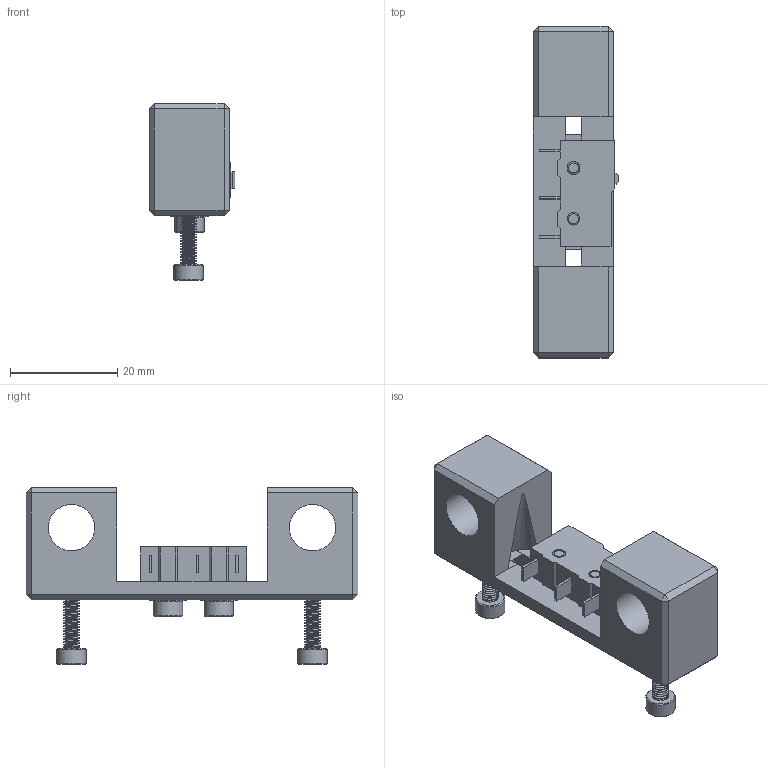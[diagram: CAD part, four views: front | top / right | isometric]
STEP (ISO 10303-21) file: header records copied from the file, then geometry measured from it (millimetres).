
FILE_DESCRIPTION(/* description */ (''),/* implementation_level */ '2;1');
FILE_NAME(/* name */ 'X endstop assembly.step',/* time_stamp */ '2018-04-09T13:51:56+02:00',/* author */ ('boelle'),/* organization */ (''),/* preprocessor_version */ 'ST-DEVELOPER v16.13',/* originating_system */ 'Autodesk Translation Framework v6.5.0.72',/* authorisation */ '');
FILE_SCHEMA (('AUTOMOTIVE_DESIGN { 1 0 10303 214 3 1 1 }'));
Length unit declared in the file: millimetre
Products named in the file (16): X endstop assembly; M3 Nut; M3 Nut_1; 91828A211; M3 Washer; M3 Washer_1; 98269A420; M3x16; M3x16_1; 91290A120; M3x10; M3x10_1; 91290A115; Microswitch Omron SS-5GL; SS_01GL_E_BASE; X endstop
Assembly tree (19 placements, depth 3):
  X endstop assembly
    M3 Nut
      91828A211
    M3 Nut_1
      91828A211
    M3 Washer
      98269A420
    M3 Washer_1
      98269A420
    M3x16
      91290A120
    M3x16_1
      91290A120
    M3x10
      91290A115
    M3x10_1
      91290A115
    Microswitch Omron SS-5GL
      SS_01GL_E_BASE
    X endstop
Bounding box: 16.02 x 61.96 x 33.05 mm (x, y, z)
Volume: 11207.8 mm3; surface area: 8226.3 mm2
Topology: 10 solids, 10 shells, 545 faces, 1433 edges, 920 vertices
Faces by surface type: cylinder 244, plane 215, cone 74, bspline 12
Full cylindrical faces by diameter (mm): 2.35 x103, 3 x108, 3.2 x2, 5.5 x4, 7 x2, 8.659 x2
Entity records: 21718 total; most frequent: CARTESIAN_POINT 13010, ORIENTED_EDGE 1842, DIRECTION 1505, EDGE_CURVE 921, VERTEX_POINT 588, LINE 535, VECTOR 535, AXIS2_PLACEMENT_3D 485
